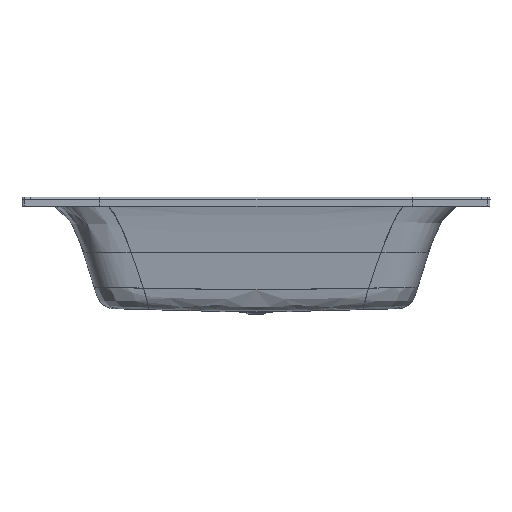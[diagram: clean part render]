
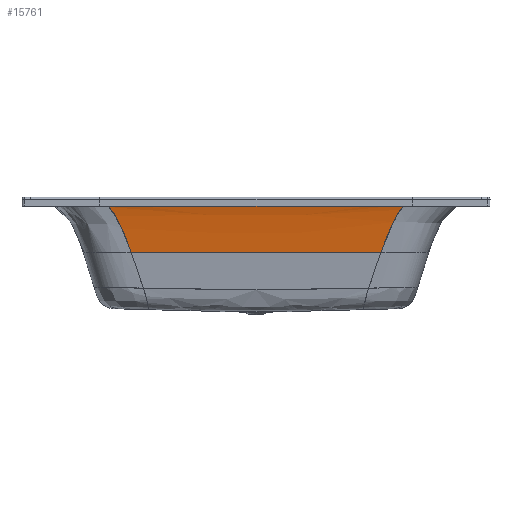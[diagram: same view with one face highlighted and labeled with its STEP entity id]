
A CAD part, front view. The second image highlights one B-rep face of the part: STEP entity #15761.
In plain terms, the highlighted free-form (B-spline) face has degree [3, 3] with [4, 4] control points.
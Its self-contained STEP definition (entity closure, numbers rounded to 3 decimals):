
#4736=CARTESIAN_POINT('',(-587.857,-308.129,
-14.705));
#4738=CARTESIAN_POINT('',(-587.857,-308.129,
-14.705));
#4739=CARTESIAN_POINT('',(-586.906,-307.853,
-15.514));
#4740=CARTESIAN_POINT('',(-585.005,-307.299,
-17.167));
#4741=CARTESIAN_POINT('',(-582.158,-306.467,
-19.753));
#4742=CARTESIAN_POINT('',(-579.31,-305.63,
-22.454));
#4743=CARTESIAN_POINT('',(-576.46,-304.789,
-25.275));
#4744=CARTESIAN_POINT('',(-573.606,-303.942,
-28.222));
#4745=CARTESIAN_POINT('',(-570.744,-303.089,
-31.305));
#4746=CARTESIAN_POINT('',(-567.872,-302.229,
-34.53));
#4747=CARTESIAN_POINT('',(-564.986,-301.36,
-37.908));
#4748=CARTESIAN_POINT('',(-562.085,-300.481,
-41.447));
#4749=CARTESIAN_POINT('',(-559.164,-299.591,
-45.161));
#4750=CARTESIAN_POINT('',(-556.219,-298.688,
-49.062));
#4751=CARTESIAN_POINT('',(-553.247,-297.772,
-53.164));
#4752=CARTESIAN_POINT('',(-550.243,-296.839,
-57.484));
#4753=CARTESIAN_POINT('',(-547.202,-295.888,
-62.041));
#4754=CARTESIAN_POINT('',(-544.117,-294.917,
-66.856));
#4755=CARTESIAN_POINT('',(-540.982,-293.922,
-71.956));
#4756=CARTESIAN_POINT('',(-537.789,-292.901,
-77.369));
#4757=CARTESIAN_POINT('',(-534.526,-291.849,
-83.133));
#4758=CARTESIAN_POINT('',(-531.181,-290.762,
-89.291));
#4759=CARTESIAN_POINT('',(-527.74,-289.633,
-95.896));
#4760=CARTESIAN_POINT('',(-524.184,-288.455,
-103.011));
#4761=CARTESIAN_POINT('',(-520.475,-287.214,
-110.745));
#4762=CARTESIAN_POINT('',(-516.58,-285.896,
-119.213));
#4763=CARTESIAN_POINT('',(-512.455,-284.485,
-128.561));
#4764=CARTESIAN_POINT('',(-508.067,-282.964,
-138.922));
#4765=CARTESIAN_POINT('',(-503.408,-281.329,
-150.364));
#4766=CARTESIAN_POINT('',(-498.398,-279.545,
-163.125));
#4767=CARTESIAN_POINT('',(-492.905,-277.561,
-177.584));
#4768=CARTESIAN_POINT('',(-486.869,-275.348,
-193.896));
#4769=CARTESIAN_POINT('',(-482.399,-273.686,
-206.17));
#4770=CARTESIAN_POINT('',(-480.049,-272.806,
-212.628));
#4876=CARTESIAN_POINT('',(587.859,-308.13,
-14.703));
#4877=CARTESIAN_POINT('',(575.611,-308.145,
-14.703));
#4878=CARTESIAN_POINT('',(551.116,-308.173,
-14.705));
#4879=CARTESIAN_POINT('',(502.127,-308.227,
-14.704));
#4880=CARTESIAN_POINT('',(416.398,-308.312,
-14.705));
#4881=CARTESIAN_POINT('',(293.929,-308.404,
-14.705));
#4882=CARTESIAN_POINT('',(146.965,-308.464,
-14.706));
#4883=CARTESIAN_POINT('',(0.001,-308.474,
-14.706));
#4884=CARTESIAN_POINT('',(-146.963,-308.445,
-14.706));
#4885=CARTESIAN_POINT('',(-293.926,-308.383,
-14.706));
#4886=CARTESIAN_POINT('',(-416.396,-308.302,
-14.706));
#4887=CARTESIAN_POINT('',(-502.125,-308.224,
-14.706));
#4888=CARTESIAN_POINT('',(-551.114,-308.172,
-14.706));
#4889=CARTESIAN_POINT('',(-575.609,-308.144,
-14.706));
#4890=CARTESIAN_POINT('',(-587.857,-308.129,
-14.705));
#4942=CARTESIAN_POINT('',(480.049,-272.806,
-212.628));
#4943=CARTESIAN_POINT('',(160.016,-273.186,
-212.532));
#4944=CARTESIAN_POINT('',(-160.016,-273.186,
-212.532));
#4945=CARTESIAN_POINT('',(-480.049,-272.806,
-212.628));
#4977=CARTESIAN_POINT('',(480.049,-272.806,
-212.628));
#4978=CARTESIAN_POINT('',(482.4,-273.687,
-206.167));
#4979=CARTESIAN_POINT('',(486.871,-275.349,
-193.89));
#4980=CARTESIAN_POINT('',(492.909,-277.562,
-177.574));
#4981=CARTESIAN_POINT('',(498.403,-279.546,
-163.114));
#4982=CARTESIAN_POINT('',(503.413,-281.33,
-150.352));
#4983=CARTESIAN_POINT('',(508.073,-282.966,
-138.909));
#4984=CARTESIAN_POINT('',(512.461,-284.486,
-128.548));
#4985=CARTESIAN_POINT('',(516.586,-285.897,
-119.201));
#4986=CARTESIAN_POINT('',(520.481,-287.215,
-110.733));
#4987=CARTESIAN_POINT('',(524.191,-288.456,
-102.998));
#4988=CARTESIAN_POINT('',(527.748,-289.635,
-95.883));
#4989=CARTESIAN_POINT('',(531.19,-290.764,
-89.277));
#4990=CARTESIAN_POINT('',(534.535,-291.852,
-83.118));
#4991=CARTESIAN_POINT('',(537.799,-292.905,
-77.352));
#4992=CARTESIAN_POINT('',(540.993,-293.926,
-71.939));
#4993=CARTESIAN_POINT('',(544.128,-294.922,
-66.838));
#4994=CARTESIAN_POINT('',(547.213,-295.893,
-62.023));
#4995=CARTESIAN_POINT('',(550.255,-296.845,
-57.466));
#4996=CARTESIAN_POINT('',(553.259,-297.778,
-53.146));
#4997=CARTESIAN_POINT('',(556.231,-298.695,
-49.044));
#4998=CARTESIAN_POINT('',(559.176,-299.597,
-45.145));
#4999=CARTESIAN_POINT('',(562.096,-300.487,
-41.432));
#5000=CARTESIAN_POINT('',(564.997,-301.366,
-37.893));
#5001=CARTESIAN_POINT('',(567.882,-302.235,
-34.517));
#5002=CARTESIAN_POINT('',(570.753,-303.095,
-31.293));
#5003=CARTESIAN_POINT('',(573.614,-303.948,
-28.212));
#5004=CARTESIAN_POINT('',(576.468,-304.794,
-25.266));
#5005=CARTESIAN_POINT('',(579.316,-305.634,
-22.447));
#5006=CARTESIAN_POINT('',(582.163,-306.47,
-19.748));
#5007=CARTESIAN_POINT('',(585.008,-307.302,
-17.164));
#5008=CARTESIAN_POINT('',(586.909,-307.854,
-15.511));
#5009=CARTESIAN_POINT('',(587.859,-308.13,
-14.703));
#7085=VERTEX_POINT('',#4736);
#7086=VERTEX_POINT('',#4770);
#7094=VERTEX_POINT('',#4876);
#7095=VERTEX_POINT('',#4977);
#15736=CARTESIAN_POINT('',(601.378,-308.613,
-13.263));
#15737=CARTESIAN_POINT('',(200.466,-309.111,
-13.267));
#15738=CARTESIAN_POINT('',(-200.463,-309.108,
-13.275));
#15739=CARTESIAN_POINT('',(-601.375,-308.612,
-13.265));
#15740=CARTESIAN_POINT('',(546.849,-293.115,
-57.553));
#15741=CARTESIAN_POINT('',(182.29,-293.576,
-57.527));
#15742=CARTESIAN_POINT('',(-182.287,-293.573,
-57.535));
#15743=CARTESIAN_POINT('',(-546.847,-293.114,
-57.554));
#15744=CARTESIAN_POINT('',(517.968,-283.195,
-136.399));
#15745=CARTESIAN_POINT('',(172.656,-283.625,
-136.329));
#15746=CARTESIAN_POINT('',(-172.656,-283.625,
-136.329));
#15747=CARTESIAN_POINT('',(-517.968,-283.195,
-136.399));
#15748=CARTESIAN_POINT('',(488.859,-272.501,
-214.787));
#15749=CARTESIAN_POINT('',(162.953,-272.895,
-214.686));
#15750=CARTESIAN_POINT('',(-162.953,-272.895,
-214.686));
#15751=CARTESIAN_POINT('',(-488.859,-272.501,
-214.787));
#15752=B_SPLINE_SURFACE_WITH_KNOTS('',3,3,((#15736,#15737,#15738,#15739),
(#15740,#15741,#15742,#15743),(#15744,#15745,#15746,#15747),(#15748,#15749,
#15750,#15751)),.UNSPECIFIED.,.F.,.F.,.F.,(4,4),(4,4),(18.029,
277.372),(24.191,784.632),.UNSPECIFIED.);
#15753=ORIENTED_EDGE('',*,*,#15727,.F.);
#15755=ORIENTED_EDGE('',*,*,#15754,.F.);
#15757=ORIENTED_EDGE('',*,*,#15756,.T.);
#15758=ORIENTED_EDGE('',*,*,#15389,.F.);
#15759=EDGE_LOOP('',(#15753,#15755,#15757,#15758));
#15760=FACE_OUTER_BOUND('',#15759,.F.);
#15761=ADVANCED_FACE('',(#15760),#15752,.F.);
#4771=B_SPLINE_CURVE_WITH_KNOTS('',3,(#4738,#4739,#4740,#4741,#4742,#4743,#4744,
#4745,#4746,#4747,#4748,#4749,#4750,#4751,#4752,#4753,#4754,#4755,#4756,#4757,
#4758,#4759,#4760,#4761,#4762,#4763,#4764,#4765,#4766,#4767,#4768,#4769,#4770),
.UNSPECIFIED.,.F.,.F.,(4,1,1,1,1,1,1,1,1,1,1,1,1,1,1,1,1,1,1,1,1,1,1,1,1,1,1,1,
1,1,4),(0.,0.033,0.067,0.1,0.133,
0.167,0.2,0.233,0.267,0.3,
0.333,0.367,0.4,0.433,0.467,
0.5,0.533,0.567,0.6,0.633,
0.667,0.7,0.733,0.767,0.8,
0.833,0.867,0.9,0.933,0.967,
1.),.UNSPECIFIED.);
#4891=B_SPLINE_CURVE_WITH_KNOTS('',3,(#4876,#4877,#4878,#4879,#4880,#4881,#4882,
#4883,#4884,#4885,#4886,#4887,#4888,#4889,#4890),.UNSPECIFIED.,.F.,.F.,(4,1,1,1,
1,1,1,1,1,1,1,1,4),(0.,0.031,0.063,0.125,
0.25,0.375,0.5,0.625,
0.75,0.875,0.937,0.969,1.),
.UNSPECIFIED.);
#4946=B_SPLINE_CURVE_WITH_KNOTS('',3,(#4942,#4943,#4944,#4945),.UNSPECIFIED.,
.F.,.F.,(4,4),(0.,1.),.UNSPECIFIED.);
#5010=B_SPLINE_CURVE_WITH_KNOTS('',3,(#4977,#4978,#4979,#4980,#4981,#4982,#4983,
#4984,#4985,#4986,#4987,#4988,#4989,#4990,#4991,#4992,#4993,#4994,#4995,#4996,
#4997,#4998,#4999,#5000,#5001,#5002,#5003,#5004,#5005,#5006,#5007,#5008,#5009),
.UNSPECIFIED.,.F.,.F.,(4,1,1,1,1,1,1,1,1,1,1,1,1,1,1,1,1,1,1,1,1,1,1,1,1,1,1,1,
1,1,4),(0.,0.033,0.067,0.1,0.133,
0.167,0.2,0.233,0.267,0.3,
0.333,0.367,0.4,0.433,0.467,
0.5,0.533,0.567,0.6,0.633,
0.667,0.7,0.733,0.767,0.8,
0.833,0.867,0.9,0.933,0.967,
1.),.UNSPECIFIED.);
#15389=EDGE_CURVE('',#7085,#7086,#4771,.T.);
#15727=EDGE_CURVE('',#7094,#7085,#4891,.T.);
#15754=EDGE_CURVE('',#7095,#7094,#5010,.T.);
#15756=EDGE_CURVE('',#7095,#7086,#4946,.T.);
